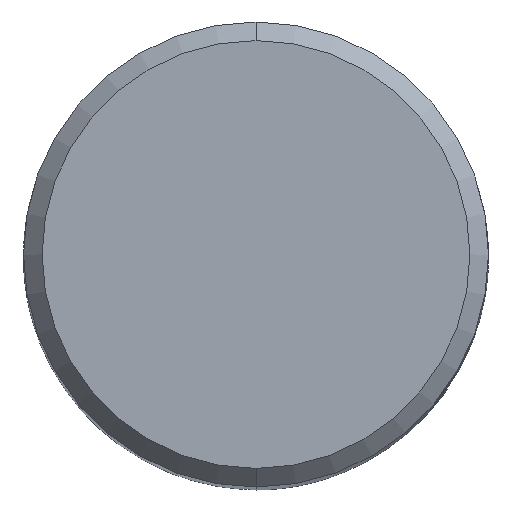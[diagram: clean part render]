
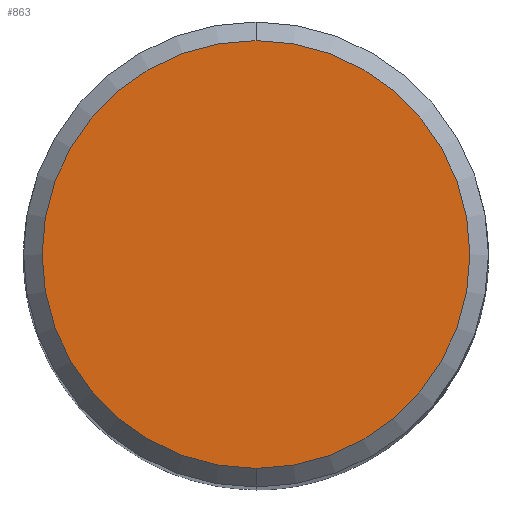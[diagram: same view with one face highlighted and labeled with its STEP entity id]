
A CAD part, top view. The second image highlights one B-rep face of the part: STEP entity #863.
In plain terms, the highlighted planar face has unit normal (0, 0, 1).
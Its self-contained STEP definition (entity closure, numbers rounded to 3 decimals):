
#609=EDGE_CURVE('',#783,#841,#1260,.T.);
#643=EDGE_CURVE('',#841,#783,#1299,.T.);
#783=VERTEX_POINT('',#1449);
#841=VERTEX_POINT('',#1510);
#863=ADVANCED_FACE('',(#1535),#1536,.T.);
#1260=CIRCLE('',#2495,11.5);
#1299=CIRCLE('',#2572,11.5);
#1449=CARTESIAN_POINT('',(0.,-11.5,0.0));
#1510=CARTESIAN_POINT('',(0.0,11.5,0.0));
#1535=FACE_OUTER_BOUND('',#3221,.T.);
#1536=PLANE('',#3222);
#2495=AXIS2_PLACEMENT_3D('',#3791,#3792,#3793);
#2572=AXIS2_PLACEMENT_3D('',#3848,#3849,#3850);
#3221=EDGE_LOOP('',(#4030,#4031));
#3222=AXIS2_PLACEMENT_3D('',#4032,#4033,#4034);
#3791=CARTESIAN_POINT('',(0.0,0.0,0.0));
#3792=DIRECTION('',(0.0,0.0,-1.0));
#3793=DIRECTION('',(0.0,1.0,0.0));
#3848=CARTESIAN_POINT('',(0.0,0.0,0.0));
#3849=DIRECTION('',(0.0,0.0,-1.0));
#3850=DIRECTION('',(0.0,1.0,0.0));
#4030=ORIENTED_EDGE('',*,*,#643,.F.);
#4031=ORIENTED_EDGE('',*,*,#609,.F.);
#4032=CARTESIAN_POINT('',(0.0,5.75,0.0));
#4033=DIRECTION('',(-0.0,0.0,1.0));
#4034=DIRECTION('',(0.0,-1.0,0.0));
